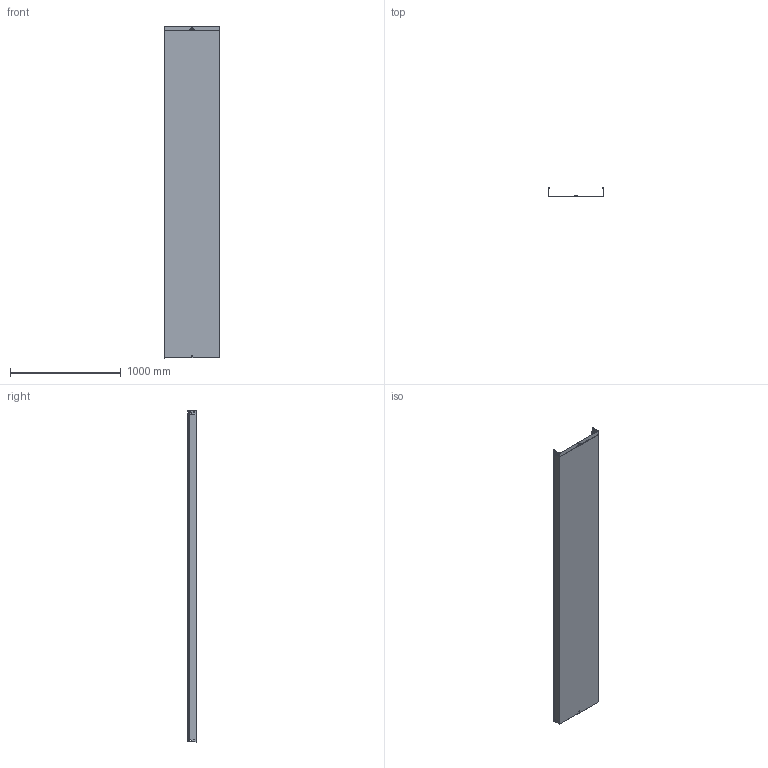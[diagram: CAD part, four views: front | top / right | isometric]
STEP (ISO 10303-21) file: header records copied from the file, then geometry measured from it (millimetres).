
FILE_DESCRIPTION(/* description */ (''),/* implementation_level */ '2;1');
FILE_NAME(/* name */ '',/* time_stamp */ '2023-05-26T11:53:23+03:00',/* author */ ('Ртищев А.О.'),/* organization */ (''),/* preprocessor_version */ 'ST-DEVELOPER v19.2',/* originating_system */ 'Autodesk Inventor 2023',/* authorisation */ '');
FILE_SCHEMA (('AUTOMOTIVE_DESIGN { 1 0 10303 214 3 1 1 }'));
Length unit declared in the file: millimetre
Products named in the file (1): 1. LNplus
Bounding box: 499.95 x 82 x 3000 mm (x, y, z)
Volume: 2073485 mm3; surface area: 4155359.3 mm2
Topology: 1 solids, 1 shells, 233 faces, 627 edges, 394 vertices
Faces by surface type: cylinder 106, plane 95, bspline 32
Full cylindrical faces by diameter (mm): 6.5 x5
Entity records: 7785 total; most frequent: CARTESIAN_POINT 1563, DIRECTION 1275, ORIENTED_EDGE 1254, EDGE_CURVE 627, AXIS2_PLACEMENT_3D 454, VERTEX_POINT 394, LINE 367, VECTOR 367
